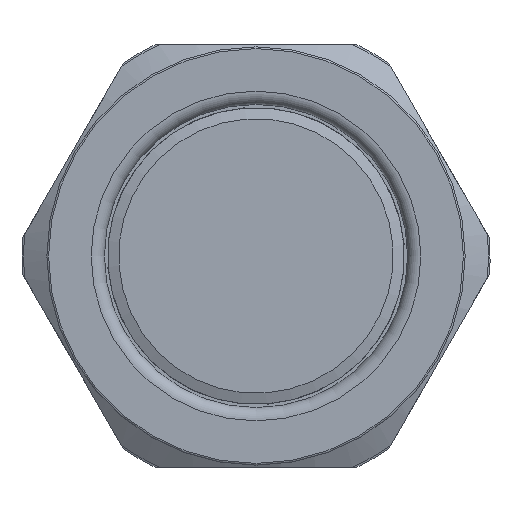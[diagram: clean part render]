
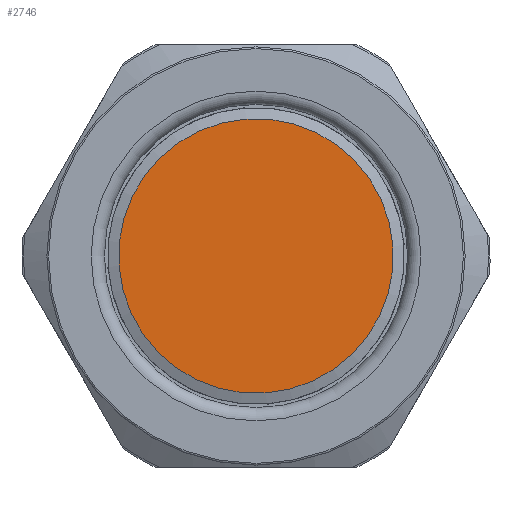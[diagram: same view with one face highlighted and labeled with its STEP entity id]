
A CAD part, left-side view. The second image highlights one B-rep face of the part: STEP entity #2746.
In plain terms, the highlighted face is planar.
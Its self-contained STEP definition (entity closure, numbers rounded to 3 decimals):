
#382=PLANE('',#3222);
#738=FACE_OUTER_BOUND('',#1054,.T.);
#1054=EDGE_LOOP('',(#2495));
#1245=CIRCLE('',#3221,15.6);
#1492=VERTEX_POINT('',#13154);
#1825=EDGE_CURVE('',#1492,#1492,#1245,.T.);
#2495=ORIENTED_EDGE('',*,*,#1825,.T.);
#2746=ADVANCED_FACE('',(#738),#382,.T.);
#3221=AXIS2_PLACEMENT_3D('',#13155,#4049,#4050);
#3222=AXIS2_PLACEMENT_3D('',#13156,#4051,#4052);
#4049=DIRECTION('center_axis',(1.,0.,0.));
#4050=DIRECTION('ref_axis',(0.,0.,-1.));
#4051=DIRECTION('center_axis',(1.,0.,0.));
#4052=DIRECTION('ref_axis',(0.,0.,-1.));
#13154=CARTESIAN_POINT('',(0.45,15.6,0.));
#13155=CARTESIAN_POINT('Origin',(0.45,0.,0.));
#13156=CARTESIAN_POINT('Origin',(0.45,0.,0.));
